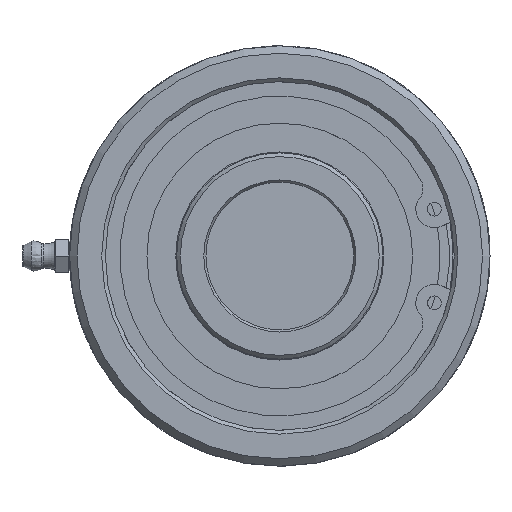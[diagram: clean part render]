
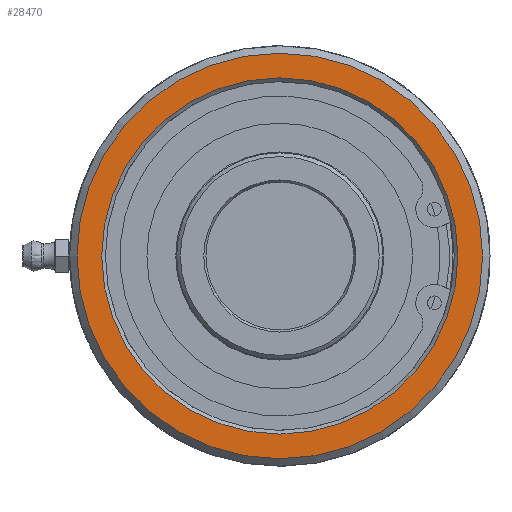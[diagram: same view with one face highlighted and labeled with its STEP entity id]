
A CAD part, left-side view. The second image highlights one B-rep face of the part: STEP entity #28470.
In plain terms, the highlighted planar face has unit normal (-1, 0, 0).
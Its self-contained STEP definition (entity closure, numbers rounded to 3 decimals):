
#235=FACE_BOUND('',#8371,.T.);
#815=PLANE('',#30079);
#6638=FACE_OUTER_BOUND('',#8370,.T.);
#8370=EDGE_LOOP('',(#25902));
#8371=EDGE_LOOP('',(#25903));
#9268=CIRCLE('',#30078,38.34);
#9269=CIRCLE('',#30080,43.65);
#13607=VERTEX_POINT('',#64708);
#13608=VERTEX_POINT('',#64712);
#17745=EDGE_CURVE('',#13607,#13607,#9268,.T.);
#17746=EDGE_CURVE('',#13608,#13608,#9269,.T.);
#25902=ORIENTED_EDGE('',*,*,#17746,.F.);
#25903=ORIENTED_EDGE('',*,*,#17745,.F.);
#28470=ADVANCED_FACE('',(#6638,#235),#815,.F.);
#30078=AXIS2_PLACEMENT_3D('',#64710,#34922,#34923);
#30079=AXIS2_PLACEMENT_3D('',#64711,#34924,#34925);
#30080=AXIS2_PLACEMENT_3D('',#64713,#34926,#34927);
#34922=DIRECTION('center_axis',(-1.,0.,0.));
#34923=DIRECTION('ref_axis',(0.,-1.,0.));
#34924=DIRECTION('center_axis',(1.,0.,0.));
#34925=DIRECTION('ref_axis',(0.,0.,-1.));
#34926=DIRECTION('center_axis',(1.,0.,0.));
#34927=DIRECTION('ref_axis',(0.,1.,0.));
#64708=CARTESIAN_POINT('',(-6.8,38.34,0.));
#64710=CARTESIAN_POINT('Origin',(-6.8,0.,0.));
#64711=CARTESIAN_POINT('Origin',(-6.8,47.988,0.));
#64712=CARTESIAN_POINT('',(-6.8,-43.65,0.));
#64713=CARTESIAN_POINT('Origin',(-6.8,0.,0.));
